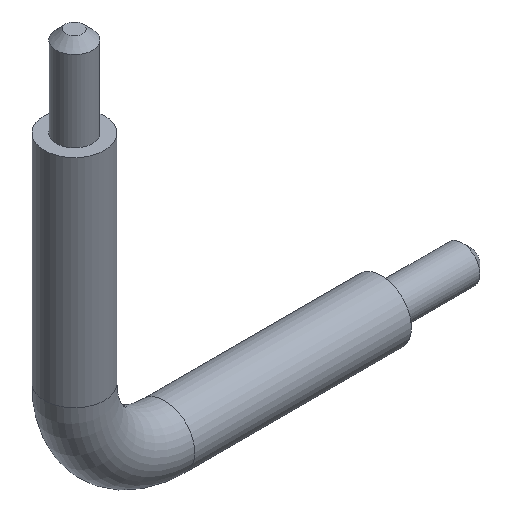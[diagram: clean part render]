
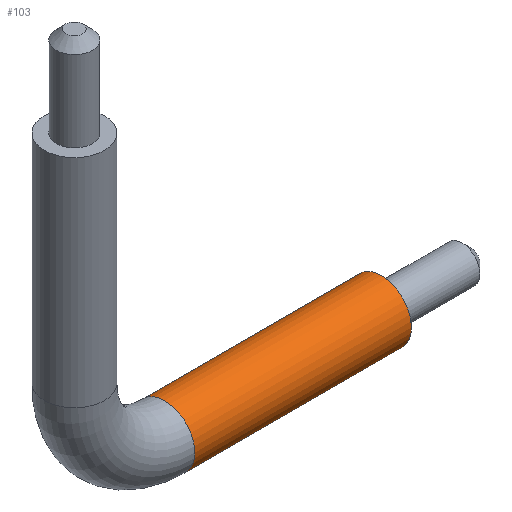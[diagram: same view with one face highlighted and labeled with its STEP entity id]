
A CAD part, isometric view. The second image highlights one B-rep face of the part: STEP entity #103.
In plain terms, the highlighted cylindrical face has radius 5 mm (diameter 10 mm), a full revolution.
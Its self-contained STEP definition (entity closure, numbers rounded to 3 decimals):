
#103=ADVANCED_FACE('',(#200,#202),#204,.T.);
#200=FACE_OUTER_BOUND('',#201,.T.);
#201=EDGE_LOOP('',(#261));
#202=FACE_OUTER_BOUND('',#203,.T.);
#203=EDGE_LOOP('',(#262));
#204=CYLINDRICAL_SURFACE('',#205,5.);
#205=AXIS2_PLACEMENT_3D('',#206,#207,#208);
#206=CARTESIAN_POINT('',(66.,0.,0.));
#207=DIRECTION('',(-1.,0.,0.));
#208=DIRECTION('',(0.,0.,1.));
#261=ORIENTED_EDGE('',*,*,#278,.T.);
#262=ORIENTED_EDGE('',*,*,#277,.F.);
#277=EDGE_CURVE('',#292,#292,#293,.T.);
#278=EDGE_CURVE('',#294,#294,#295,.T.);
#292=VERTEX_POINT('',#327);
#293=CIRCLE('',#328,5.);
#294=VERTEX_POINT('',#332);
#295=CIRCLE('',#333,5.);
#327=CARTESIAN_POINT('',(15.,0.,5.));
#328=AXIS2_PLACEMENT_3D('',#329,#330,#331);
#329=CARTESIAN_POINT('',(15.,0.,0.));
#330=DIRECTION('',(-1.,0.,0.));
#331=DIRECTION('',(0.,0.,1.));
#332=CARTESIAN_POINT('',(51.,0.,5.));
#333=AXIS2_PLACEMENT_3D('',#334,#335,#336);
#334=CARTESIAN_POINT('',(51.,0.,0.));
#335=DIRECTION('',(-1.,-0.,0.));
#336=DIRECTION('',(0.,0.,1.));
